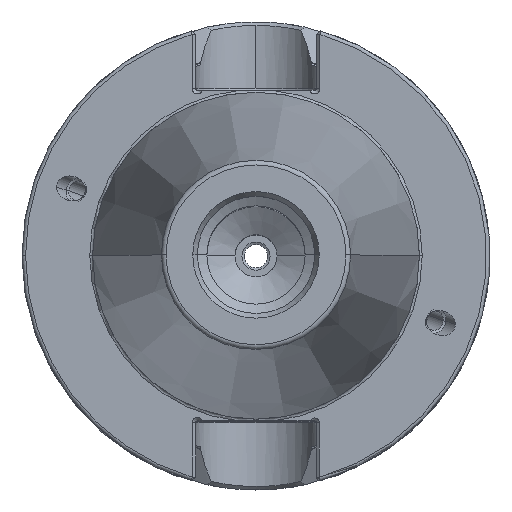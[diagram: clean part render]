
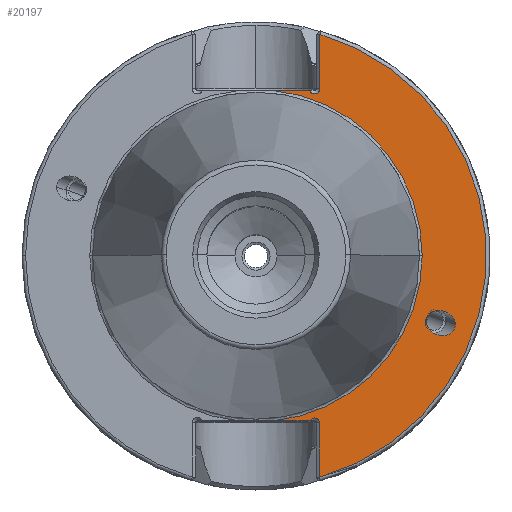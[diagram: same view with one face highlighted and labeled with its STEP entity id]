
A CAD part, top view. The second image highlights one B-rep face of the part: STEP entity #20197.
In plain terms, the highlighted planar face has unit normal (0, 0, 1).
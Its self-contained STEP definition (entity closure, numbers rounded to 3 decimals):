
#99 = VERTEX_POINT ( 'NONE', #8631 ) ;
#435 = VERTEX_POINT ( 'NONE', #18905 ) ;
#597 = AXIS2_PLACEMENT_3D ( 'NONE', #944, #12453, #2574 ) ;
#631 = CARTESIAN_POINT ( 'NONE',  ( 42.579, -14.707, -3. ) ) ;
#638 = VERTEX_POINT ( 'NONE', #1689 ) ;
#797 = CARTESIAN_POINT ( 'NONE',  ( 0., 0., -3. ) ) ;
#944 = CARTESIAN_POINT ( 'NONE',  ( 0., 0., -3. ) ) ;
#1059 = CIRCLE ( 'NONE', #14038, 49.237 ) ;
#1156 = CIRCLE ( 'NONE', #15341, 1.019 ) ;
#1391 = CARTESIAN_POINT ( 'NONE',  ( 3.763, 35.3, -3. ) ) ;
#1611 = ORIENTED_EDGE ( 'NONE', *, *, #12365, .T. ) ;
#1689 = CARTESIAN_POINT ( 'NONE',  ( 13.544, -47.338, -3. ) ) ;
#2258 = VERTEX_POINT ( 'NONE', #13433 ) ;
#2317 = CARTESIAN_POINT ( 'NONE',  ( 35.5, 0., -3. ) ) ;
#2453 = DIRECTION ( 'NONE',  ( -1., 0., 0. ) ) ;
#2574 = DIRECTION ( 'NONE',  ( -1., 0., 0. ) ) ;
#2923 = VERTEX_POINT ( 'NONE', #10642 ) ;
#2958 = EDGE_CURVE ( 'NONE', #4403, #2258, #7998, .T. ) ;
#2981 = CARTESIAN_POINT ( 'NONE',  ( 0., 49.987, -3. ) ) ;
#3239 = EDGE_CURVE ( 'NONE', #99, #13813, #20799, .T. ) ;
#3419 = DIRECTION ( 'NONE',  ( 0., 0., -1. ) ) ;
#3534 = CARTESIAN_POINT ( 'NONE',  ( 0., -35.3, -3. ) ) ;
#3969 = CIRCLE ( 'NONE', #597, 35.5 ) ;
#4403 = VERTEX_POINT ( 'NONE', #19454 ) ;
#4623 = DIRECTION ( 'NONE',  ( -1., 0., 0. ) ) ;
#4684 = ORIENTED_EDGE ( 'NONE', *, *, #21172, .T. ) ;
#4739 = VERTEX_POINT ( 'NONE', #5652 ) ;
#4818 =( BOUNDED_CURVE ( )  B_SPLINE_CURVE ( 3, ( #19504, #8009, #21175, #11379 ),
 .UNSPECIFIED., .F., .F. ) 
 B_SPLINE_CURVE_WITH_KNOTS ( ( 4, 4 ),
 ( 2.852, 5.993 ),
 .UNSPECIFIED. ) 
 CURVE ( )  GEOMETRIC_REPRESENTATION_ITEM ( )  RATIONAL_B_SPLINE_CURVE ( ( 1., 0.333, 0.333, 1. ) ) 
 REPRESENTATION_ITEM ( '' )  );
#5218 = LINE ( 'NONE', #7790, #17856 ) ;
#5447 = FACE_BOUND ( 'NONE', #17122, .T. ) ;
#5500 = AXIS2_PLACEMENT_3D ( 'NONE', #2981, #14495, #4623 ) ;
#5652 = CARTESIAN_POINT ( 'NONE',  ( 13.65, 47.308, -3. ) ) ;
#6328 = ORIENTED_EDGE ( 'NONE', *, *, #10223, .T. ) ;
#6536 = ORIENTED_EDGE ( 'NONE', *, *, #3239, .F. ) ;
#6910 = DIRECTION ( 'NONE',  ( -1., 0., 0. ) ) ;
#6986 = VERTEX_POINT ( 'NONE', #14299 ) ;
#7174 = EDGE_CURVE ( 'NONE', #435, #2923, #7980, .T. ) ;
#7388 = CARTESIAN_POINT ( 'NONE',  ( 12.525, -35.675, -3. ) ) ;
#7624 = ORIENTED_EDGE ( 'NONE', *, *, #2958, .T. ) ;
#7639 = VECTOR ( 'NONE', #10807, 1000. ) ;
#7790 = CARTESIAN_POINT ( 'NONE',  ( 13.544, 49.987, -3. ) ) ;
#7980 = CIRCLE ( 'NONE', #10946, 1.125 ) ;
#7998 =( BOUNDED_CURVE ( )  B_SPLINE_CURVE ( 3, ( #631, #19485, #9541, #9473 ),
 .UNSPECIFIED., .F., .F. ) 
 B_SPLINE_CURVE_WITH_KNOTS ( ( 4, 4 ),
 ( 5.993, 9.135 ),
 .UNSPECIFIED. ) 
 CURVE ( )  GEOMETRIC_REPRESENTATION_ITEM ( )  RATIONAL_B_SPLINE_CURVE ( ( 1., 0.333, 0.333, 1. ) ) 
 REPRESENTATION_ITEM ( '' )  );
#8009 = CARTESIAN_POINT ( 'NONE',  ( 36.355, -8.72, -3. ) ) ;
#8270 = CARTESIAN_POINT ( 'NONE',  ( 0., 35.3, -3. ) ) ;
#8631 = CARTESIAN_POINT ( 'NONE',  ( 11.578, -35.3, -3. ) ) ;
#8856 = ORIENTED_EDGE ( 'NONE', *, *, #15041, .T. ) ;
#8886 = EDGE_CURVE ( 'NONE', #2258, #4403, #4818, .T. ) ;
#9040 = DIRECTION ( 'NONE',  ( -1., 0., 0. ) ) ;
#9192 = CARTESIAN_POINT ( 'NONE',  ( 13.65, 35.675, -3. ) ) ;
#9473 = CARTESIAN_POINT ( 'NONE',  ( 36.355, -14.023, -3. ) ) ;
#9541 = CARTESIAN_POINT ( 'NONE',  ( 36.355, -19.326, -3. ) ) ;
#9696 = AXIS2_PLACEMENT_3D ( 'NONE', #797, #12318, #2453 ) ;
#9825 = DIRECTION ( 'NONE',  ( 0., 0., 1. ) ) ;
#9907 = CARTESIAN_POINT ( 'NONE',  ( 3.763, -35.3, -3. ) ) ;
#10223 = EDGE_CURVE ( 'NONE', #638, #4739, #1059, .T. ) ;
#10547 = CIRCLE ( 'NONE', #9696, 35.5 ) ;
#10642 = CARTESIAN_POINT ( 'NONE',  ( 11.464, 35.3, -3. ) ) ;
#10807 = DIRECTION ( 'NONE',  ( 0., -1., 0. ) ) ;
#10845 = ORIENTED_EDGE ( 'NONE', *, *, #12392, .T. ) ;
#10946 = AXIS2_PLACEMENT_3D ( 'NONE', #13305, #3419, #14935 ) ;
#11379 = CARTESIAN_POINT ( 'NONE',  ( 42.579, -14.707, -3. ) ) ;
#12318 = DIRECTION ( 'NONE',  ( 0., 0., -1. ) ) ;
#12365 = EDGE_CURVE ( 'NONE', #99, #6986, #1156, .T. ) ;
#12392 = EDGE_CURVE ( 'NONE', #20831, #21154, #3969, .T. ) ;
#12453 = DIRECTION ( 'NONE',  ( 0., 0., -1. ) ) ;
#12772 = ORIENTED_EDGE ( 'NONE', *, *, #8886, .T. ) ;
#13038 = LINE ( 'NONE', #8270, #16917 ) ;
#13305 = CARTESIAN_POINT ( 'NONE',  ( 12.525, 35.675, -3. ) ) ;
#13344 = EDGE_CURVE ( 'NONE', #6986, #638, #5218, .T. ) ;
#13433 = CARTESIAN_POINT ( 'NONE',  ( 36.355, -14.023, -3. ) ) ;
#13813 = VERTEX_POINT ( 'NONE', #9907 ) ;
#14038 = AXIS2_PLACEMENT_3D ( 'NONE', #19610, #9825, #21278 ) ;
#14299 = CARTESIAN_POINT ( 'NONE',  ( 13.544, -35.675, -3. ) ) ;
#14455 = ORIENTED_EDGE ( 'NONE', *, *, #13344, .T. ) ;
#14495 = DIRECTION ( 'NONE',  ( 0., 0., -1. ) ) ;
#14935 = DIRECTION ( 'NONE',  ( -1., 0., 0. ) ) ;
#15041 = EDGE_CURVE ( 'NONE', #4739, #435, #20246, .T. ) ;
#15341 = AXIS2_PLACEMENT_3D ( 'NONE', #7388, #18901, #9040 ) ;
#15572 = ORIENTED_EDGE ( 'NONE', *, *, #7174, .T. ) ;
#15774 = EDGE_LOOP ( 'NONE', ( #6536, #1611, #14455, #6328, #8856, #15572, #16059, #10845, #4684 ) ) ;
#16059 = ORIENTED_EDGE ( 'NONE', *, *, #17431, .F. ) ;
#16917 = VECTOR ( 'NONE', #19703, 1000. ) ;
#17122 = EDGE_LOOP ( 'NONE', ( #7624, #12772 ) ) ;
#17431 = EDGE_CURVE ( 'NONE', #20831, #2923, #13038, .T. ) ;
#17759 = PLANE ( 'NONE',  #5500 ) ;
#17856 = VECTOR ( 'NONE', #19288, 1000. ) ;
#18082 = FACE_OUTER_BOUND ( 'NONE', #15774, .T. ) ;
#18901 = DIRECTION ( 'NONE',  ( 0., 0., -1. ) ) ;
#18905 = CARTESIAN_POINT ( 'NONE',  ( 13.65, 35.675, -3. ) ) ;
#19288 = DIRECTION ( 'NONE',  ( 0., -1., 0. ) ) ;
#19454 = CARTESIAN_POINT ( 'NONE',  ( 42.579, -14.707, -3. ) ) ;
#19485 = CARTESIAN_POINT ( 'NONE',  ( 42.579, -20.01, -3. ) ) ;
#19504 = CARTESIAN_POINT ( 'NONE',  ( 36.355, -14.023, -3. ) ) ;
#19610 = CARTESIAN_POINT ( 'NONE',  ( 0., 0., -3. ) ) ;
#19703 = DIRECTION ( 'NONE',  ( 1., 0., 0. ) ) ;
#20197 = ADVANCED_FACE ( 'NONE', ( #5447, #18082 ), #17759, .F. ) ;
#20246 = LINE ( 'NONE', #9192, #7639 ) ;
#20280 = VECTOR ( 'NONE', #6910, 1000. ) ;
#20799 = LINE ( 'NONE', #3534, #20280 ) ;
#20831 = VERTEX_POINT ( 'NONE', #1391 ) ;
#21154 = VERTEX_POINT ( 'NONE', #2317 ) ;
#21172 = EDGE_CURVE ( 'NONE', #21154, #13813, #10547, .T. ) ;
#21175 = CARTESIAN_POINT ( 'NONE',  ( 42.579, -9.404, -3. ) ) ;
#21278 = DIRECTION ( 'NONE',  ( -1., 0., 0. ) ) ;
